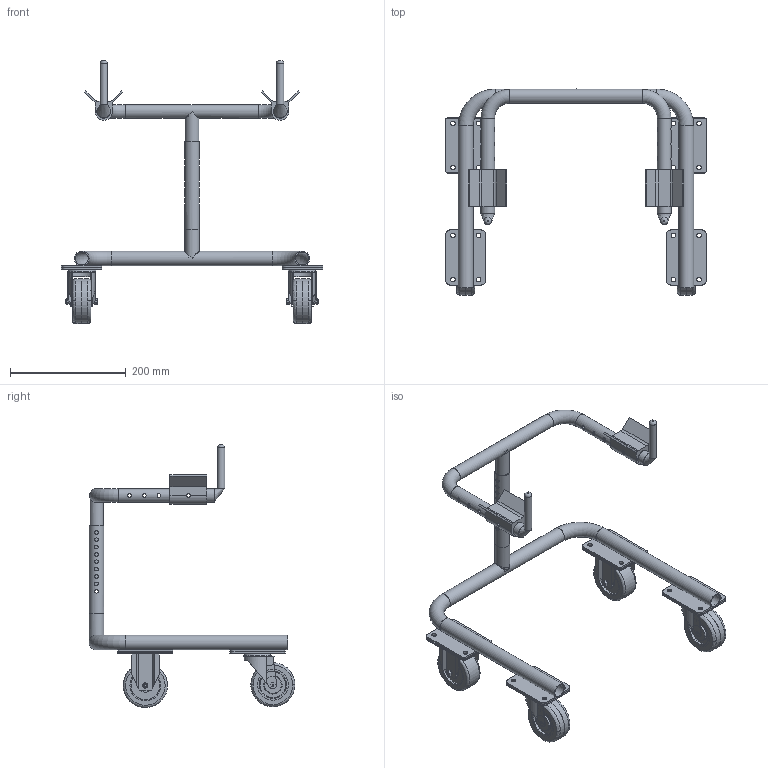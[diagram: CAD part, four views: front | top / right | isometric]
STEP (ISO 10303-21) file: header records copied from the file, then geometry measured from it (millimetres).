
FILE_DESCRIPTION(/* description */ (''),/* implementation_level */ '2;1');
FILE_NAME(/* name */ 'Nehemiah''s Walker v7.step',/* time_stamp */ '2022-04-20T11:19:46-05:00',/* author */ (''),/* organization */ (''),/* preprocessor_version */ 'ST-DEVELOPER v18.1',/* originating_system */ 'Autodesk Translation Framework v10.14.0.1471',/* authorisation */ '');
FILE_SCHEMA (('AUTOMOTIVE_DESIGN { 1 0 10303 214 3 1 1 }'));
Length unit declared in the file: inch
Products named in the file (20): Nehemiah's Walker; Lower Frame; Upper Frame; Hand Grips; Arm Rest; Rigid Caster; Rigid Caster_1; Swivel Caster v1; PLATE; BOLTS; BODY_1; CONE_MID; STANDARD_WHEEL_A; Swivel Caster v1 (1); PLATE (1); BOLTS (1); BODY_1 (1); CONE_MID (1); STANDARD_WHEEL_A (1); Wheel Adapter Plate
Assembly tree (19 placements, depth 3):
  Nehemiah's Walker
    Lower Frame
    Upper Frame
    Hand Grips
    Arm Rest
    Rigid Caster
    Rigid Caster_1
    Swivel Caster v1
      PLATE
      BOLTS
      BODY_1
      CONE_MID
      STANDARD_WHEEL_A
    Swivel Caster v1 (1)
      PLATE (1)
      BOLTS (1)
      BODY_1 (1)
      CONE_MID (1)
      STANDARD_WHEEL_A (1)
    Wheel Adapter Plate
Bounding box: 450.85 x 355.6 x 454.41 mm (x, y, z)
Volume: 1072193.3 mm3; surface area: 603602.2 mm2
Topology: 22 solids, 22 shells, 703 faces, 1828 edges, 1203 vertices
Faces by surface type: plane 334, cylinder 265, torus 52, bspline 46, cone 6
Full cylindrical faces by diameter (mm): 2.667 x2, 5.475 x8, 6.35 x44, 7.912 x2, 7.938 x32, 12.7 x2, 12.954 x2, 20.612 x5, 22.2 x2, 22.225 x3, 23.622 x4, 23.812 x5, 25.4 x4, 30.48 x4, 45.72 x4, 49.378 x4, 53.188 x4, 53.302 x4, 53.34 x8, 75.692 x2, 76.2 x6
Entity records: 29094 total; most frequent: CARTESIAN_POINT 10604, ORIENTED_EDGE 3656, DIRECTION 3510, EDGE_CURVE 1828, AXIS2_PLACEMENT_3D 1283, VERTEX_POINT 1203, LINE 944, VECTOR 944
